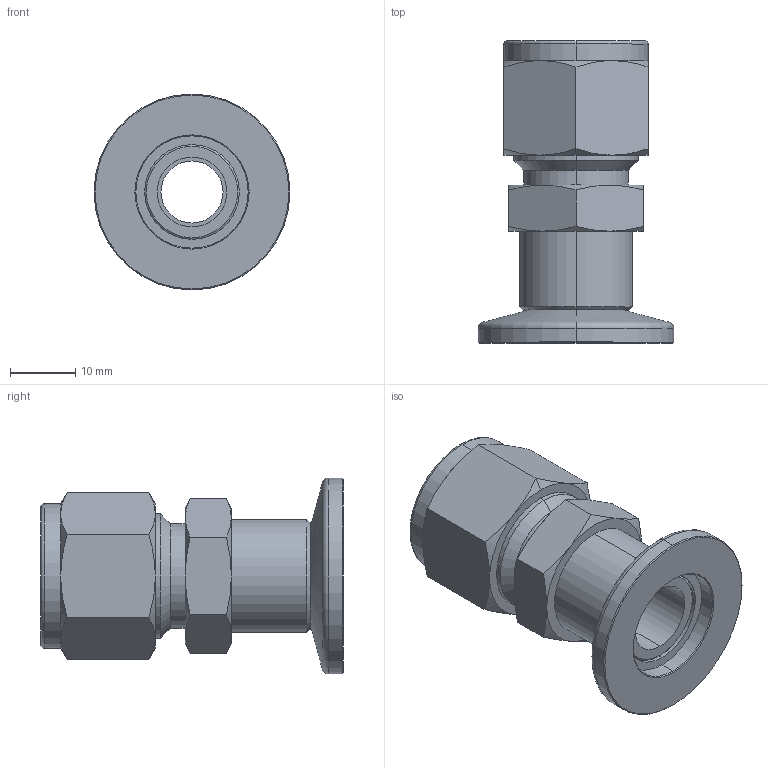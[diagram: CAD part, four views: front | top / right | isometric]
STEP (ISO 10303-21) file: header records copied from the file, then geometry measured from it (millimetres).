
FILE_DESCRIPTION (( 'STEP AP214' ), '1' );
FILE_NAME ('Hositrad_KF16-TF12.STEP', '2012-01-24T10:31:14', ( 'Beheerder' ), ( 'Hewlett-Packard Company' ), 'SwSTEP 2.0', 'SolidWorks 2011', '' );
FILE_SCHEMA (( 'AUTOMOTIVE_DESIGN' ));
Length unit declared in the file: millimetre
Products named in the file (3): SS-12M0-1-6W-Rev1; KF16-Hole14.5; Hositrad_KF16-TF12
Assembly tree (2 placements, depth 2):
  Hositrad_KF16-TF12
    SS-12M0-1-6W-Rev1
    KF16-Hole14.5
Bounding box: 30 x 46.3 x 30 mm (x, y, z)
Volume: 11735.9 mm3; surface area: 6833.4 mm2
Topology: 2 solids, 2 shells, 86 faces, 181 edges, 105 vertices
Faces by surface type: cone 38, cylinder 22, plane 22, torus 4
Entity records: 2536 total; most frequent: CARTESIAN_POINT 617, DIRECTION 400, ORIENTED_EDGE 362, EDGE_CURVE 181, AXIS2_PLACEMENT_3D 176, VERTEX_POINT 105, EDGE_LOOP 96, ADVANCED_FACE 86
